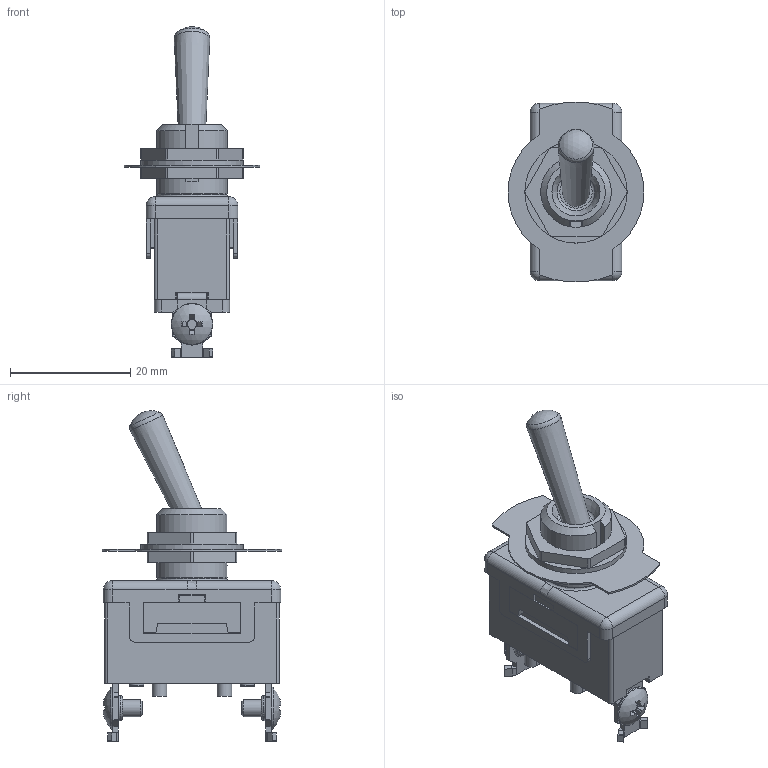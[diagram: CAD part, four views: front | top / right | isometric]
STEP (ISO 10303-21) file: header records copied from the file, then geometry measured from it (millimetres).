
FILE_DESCRIPTION(/* description */ (''),/* implementation_level */ '2;1');
FILE_NAME(/* name */ 'E-TEN 1021 On-Off Toggle Switch.step',/* time_stamp */ '2022-04-21T23:29:00-06:00',/* author */ (''),/* organization */ (''),/* preprocessor_version */ 'ST-DEVELOPER v18.1',/* originating_system */ 'Autodesk Translation Framework v10.14.0.1471',/* authorisation */ '');
FILE_SCHEMA (('AUTOMOTIVE_DESIGN { 1 0 10303 214 3 1 1 }'));
Length unit declared in the file: millimetre
Products named in the file (4): E-TEN 1021 On/Off Toggle Switch; On-Off Tag; Washer; Panel Nut
Assembly tree (4 placements, depth 2):
  E-TEN 1021 On/Off Toggle Switch
    Panel Nut  x2
    On-Off Tag
    Washer
Bounding box: 22.6 x 29.9 x 54.96 mm (x, y, z)
Volume: 9021.7 mm3; surface area: 7353.7 mm2
Topology: 12 solids, 12 shells, 491 faces, 1249 edges, 797 vertices
Faces by surface type: plane 250, cylinder 200, torus 21, sphere 11, cone 5, bspline 4
Full cylindrical faces by diameter (mm): 2.15 x2, 2.2 x5, 2.4 x2, 2.85 x4, 4.1 x2, 6.95 x2, 11.75 x3, 12.5 x1, 17 x1
Entity records: 14744 total; most frequent: CARTESIAN_POINT 2740, DIRECTION 2605, ORIENTED_EDGE 2420, EDGE_CURVE 1210, AXIS2_PLACEMENT_3D 941, VERTEX_POINT 771, LINE 723, VECTOR 723
